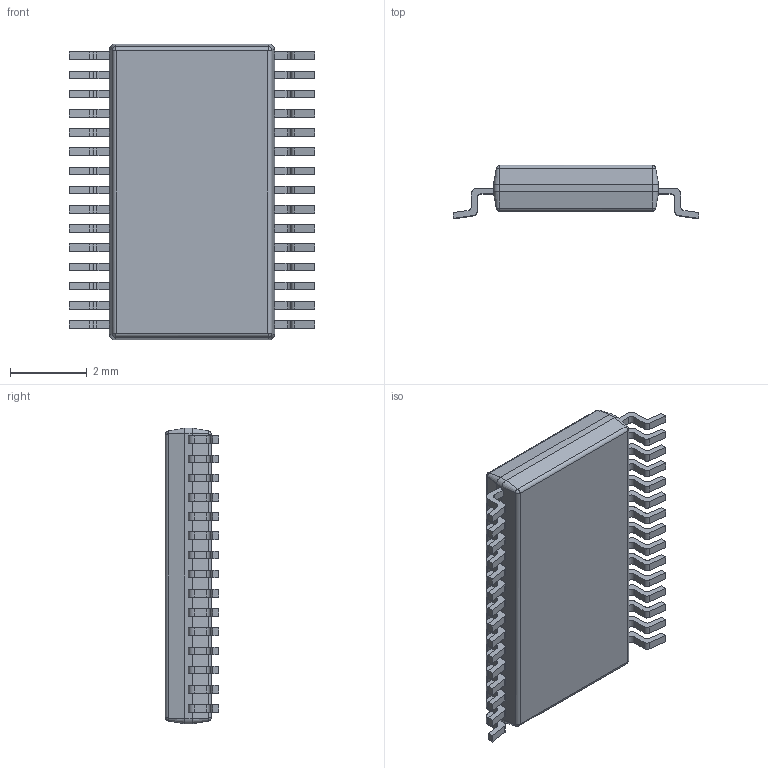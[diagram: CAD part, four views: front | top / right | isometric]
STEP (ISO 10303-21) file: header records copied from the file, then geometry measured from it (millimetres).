
FILE_DESCRIPTION(/* description */ (''),/* implementation_level */ '2;1');
FILE_NAME(/* name */ 'TI TSSOP 30 v5.step',/* time_stamp */ '2018-10-24T08:22:30-07:00',/* author */ (''),/* organization */ (''),/* preprocessor_version */ 'ST-DEVELOPER v17.2',/* originating_system */ 'Autodesk Translation Framework v7.6.0.251',/* authorisation */ '');
FILE_SCHEMA (('AUTOMOTIVE_DESIGN { 1 0 10303 214 3 1 1 }'));
Length unit declared in the file: millimetre
Products named in the file (1): TI TSSOP 30
Bounding box: 6.4 x 1.39 x 7.7 mm (x, y, z)
Volume: 39.9 mm3; surface area: 124.5 mm2
Topology: 31 solids, 31 shells, 464 faces, 1171 edges, 762 vertices
Faces by surface type: plane 315, cylinder 133, bspline 8, cone 8
Full cylindrical faces by diameter (mm): 1 x1
Entity records: 14143 total; most frequent: CARTESIAN_POINT 2822, ORIENTED_EDGE 2326, DIRECTION 2303, EDGE_CURVE 1163, LINE 889, VECTOR 889, VERTEX_POINT 762, AXIS2_PLACEMENT_3D 707
